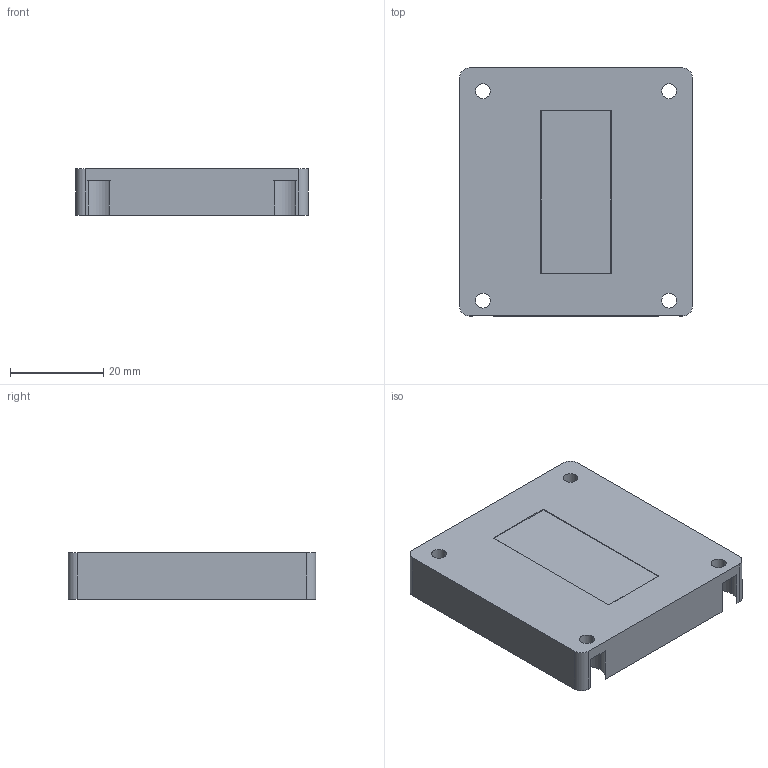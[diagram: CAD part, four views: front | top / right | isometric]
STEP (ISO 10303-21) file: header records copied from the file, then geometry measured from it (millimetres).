
FILE_DESCRIPTION (( 'STEP AP214' ), '1' );
FILE_NAME ('JAI-001-010-010_00.STEP', '2025-01-06T16:08:40', ( '' ), ( '' ), 'SwSTEP 2.0', 'SolidWorks 2022', '' );
FILE_SCHEMA (( 'AUTOMOTIVE_DESIGN' ));
Length unit declared in the file: millimetre
Products named in the file (5): JAI-001-010-010_00; hex nut style 1 gradeab_din_Hexagon Nut ISO 4032 - M4 - D - N; JAI-001-010-120_00; hex nut style 1 gradeab_din_Hexagon Nut ISO 4032 - M6 - D - N; JAI-001-010-110_00
Assembly tree (5 placements, depth 2):
  JAI-001-010-010_00
    JAI-001-010-110_00
    hex nut style 1 gradeab_din_Hexagon Nut ISO 4032 - M4 - D - N  x2
    hex nut style 1 gradeab_din_Hexagon Nut ISO 4032 - M6 - D - N
    JAI-001-010-120_00
Bounding box: 50 x 53.3 x 10 mm (x, y, z)
Volume: 24594.2 mm3; surface area: 10589.3 mm2
Topology: 5 solids, 5 shells, 174 faces, 408 edges, 254 vertices
Faces by surface type: plane 82, cone 48, cylinder 44
Entity records: 4562 total; most frequent: CARTESIAN_POINT 946, DIRECTION 716, ORIENTED_EDGE 696, EDGE_CURVE 348, AXIS2_PLACEMENT_3D 262, VERTEX_POINT 220, LINE 192, VECTOR 192
